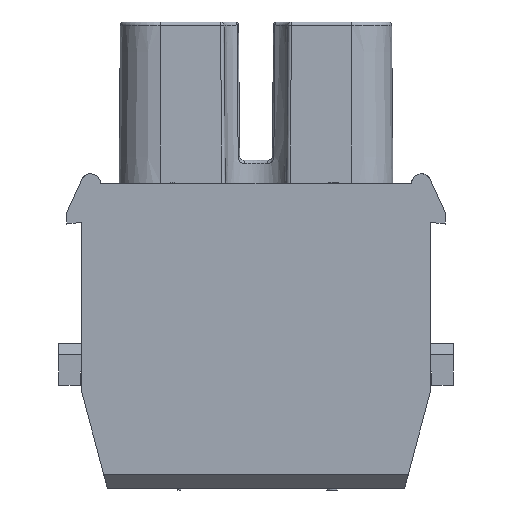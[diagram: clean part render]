
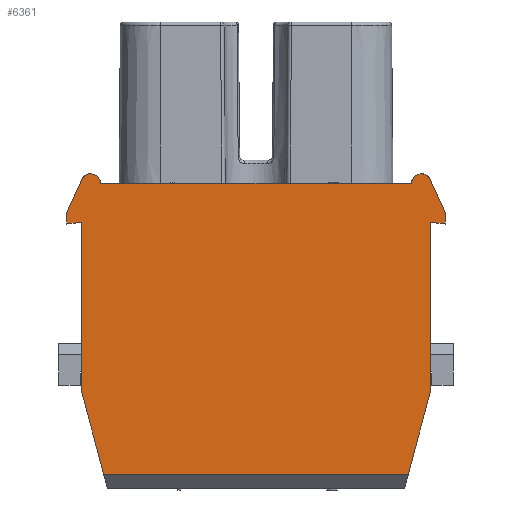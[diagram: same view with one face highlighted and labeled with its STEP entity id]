
A CAD part, front view. The second image highlights one B-rep face of the part: STEP entity #6361.
In plain terms, the highlighted planar face has unit normal (0, -1, 0).
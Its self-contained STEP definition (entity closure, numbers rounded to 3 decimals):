
#177=DIRECTION('',(-1.,0.,0.));
#178=VECTOR('',#177,27.005);
#179=CARTESIAN_POINT('',(13.502,-7.3,16.4));
#180=LINE('',#179,#178);
#629=DIRECTION('',(-0.259,0.,0.966));
#630=VECTOR('',#629,7.454);
#631=CARTESIAN_POINT('',(-13.221,-7.3,-8.9));
#632=LINE('',#631,#630);
#633=DIRECTION('',(0.,0.,1.));
#634=VECTOR('',#633,14.7);
#635=CARTESIAN_POINT('',(-15.15,-7.3,-1.7));
#636=LINE('',#635,#634);
#637=DIRECTION('',(-0.993,0.,-0.115));
#638=VECTOR('',#637,1.309);
#639=CARTESIAN_POINT('',(-15.15,-7.3,13.));
#640=LINE('',#639,#638);
#641=DIRECTION('',(0.,0.,1.));
#642=VECTOR('',#641,1.);
#643=CARTESIAN_POINT('',(-16.45,-7.3,12.85));
#644=LINE('',#643,#642);
#645=DIRECTION('',(0.419,0.,0.908));
#646=VECTOR('',#645,3.163);
#647=CARTESIAN_POINT('',(-16.45,-7.3,13.85));
#648=LINE('',#647,#646);
#649=CARTESIAN_POINT('',(-15.123,-7.3,16.721));
#650=CARTESIAN_POINT('',(-15.088,-7.3,16.798));
#651=CARTESIAN_POINT('',(-14.997,-7.3,16.935));
#652=CARTESIAN_POINT('',(-14.805,-7.3,17.098));
#653=CARTESIAN_POINT('',(-14.576,-7.3,17.197));
#654=CARTESIAN_POINT('',(-14.328,-7.3,17.226));
#655=CARTESIAN_POINT('',(-14.082,-7.3,17.183));
#656=CARTESIAN_POINT('',(-13.859,-7.3,17.072));
#657=CARTESIAN_POINT('',(-13.677,-7.3,16.901));
#658=CARTESIAN_POINT('',(-13.551,-7.3,16.683));
#659=CARTESIAN_POINT('',(-13.512,-7.3,16.524));
#660=CARTESIAN_POINT('',(-13.505,-7.3,16.437));
#662=CARTESIAN_POINT('',(-13.505,-7.3,16.437));
#663=CARTESIAN_POINT('',(-13.504,-7.3,16.426));
#664=CARTESIAN_POINT('',(-13.503,-7.3,16.411));
#665=CARTESIAN_POINT('',(-13.502,-7.3,16.4));
#667=CARTESIAN_POINT('',(13.505,-7.3,16.437));
#668=CARTESIAN_POINT('',(13.512,-7.3,16.524));
#669=CARTESIAN_POINT('',(13.551,-7.3,16.683));
#670=CARTESIAN_POINT('',(13.677,-7.3,16.901));
#671=CARTESIAN_POINT('',(13.859,-7.3,17.072));
#672=CARTESIAN_POINT('',(14.082,-7.3,17.183));
#673=CARTESIAN_POINT('',(14.328,-7.3,17.226));
#674=CARTESIAN_POINT('',(14.576,-7.3,17.197));
#675=CARTESIAN_POINT('',(14.805,-7.3,17.098));
#676=CARTESIAN_POINT('',(14.997,-7.3,16.935));
#677=CARTESIAN_POINT('',(15.088,-7.3,16.798));
#678=CARTESIAN_POINT('',(15.123,-7.3,16.721));
#680=DIRECTION('',(0.419,0.,-0.908));
#681=VECTOR('',#680,3.163);
#682=CARTESIAN_POINT('',(15.123,-7.3,16.721));
#683=LINE('',#682,#681);
#684=DIRECTION('',(-0.993,0.,0.115));
#685=VECTOR('',#684,1.309);
#686=CARTESIAN_POINT('',(16.45,-7.3,12.85));
#687=LINE('',#686,#685);
#688=DIRECTION('',(0.,0.,-1.));
#689=VECTOR('',#688,14.7);
#690=CARTESIAN_POINT('',(15.15,-7.3,13.));
#691=LINE('',#690,#689);
#692=DIRECTION('',(-0.259,0.,-0.966));
#693=VECTOR('',#692,7.454);
#694=CARTESIAN_POINT('',(15.15,-7.3,-1.7));
#695=LINE('',#694,#693);
#696=DIRECTION('',(1.,0.,0.));
#697=VECTOR('',#696,26.443);
#698=CARTESIAN_POINT('',(-13.221,-7.3,-8.9));
#699=LINE('',#698,#697);
#724=DIRECTION('',(-0.063,0.,-0.998));
#725=VECTOR('',#724,0.037);
#726=CARTESIAN_POINT('',(13.505,-7.3,16.437));
#727=LINE('',#726,#725);
#781=DIRECTION('',(0.,0.,1.));
#782=VECTOR('',#781,1.);
#783=CARTESIAN_POINT('',(16.45,-7.3,12.85));
#784=LINE('',#783,#782);
#5004=CARTESIAN_POINT('',(13.502,-7.3,16.4));
#5005=VERTEX_POINT('',#5004);
#5006=CARTESIAN_POINT('',(-13.502,-7.3,16.4));
#5007=VERTEX_POINT('',#5006);
#5285=CARTESIAN_POINT('',(13.221,-7.3,-8.9));
#5286=VERTEX_POINT('',#5285);
#5287=CARTESIAN_POINT('',(15.15,-7.3,-1.7));
#5288=VERTEX_POINT('',#5287);
#5289=CARTESIAN_POINT('',(-13.221,-7.3,-8.9));
#5290=VERTEX_POINT('',#5289);
#5291=CARTESIAN_POINT('',(-15.15,-7.3,-1.7));
#5292=VERTEX_POINT('',#5291);
#5297=CARTESIAN_POINT('',(-15.15,-7.3,13.));
#5298=VERTEX_POINT('',#5297);
#5347=CARTESIAN_POINT('',(15.15,-7.3,13.));
#5348=VERTEX_POINT('',#5347);
#5369=CARTESIAN_POINT('',(-16.45,-7.3,12.85));
#5370=VERTEX_POINT('',#5369);
#5371=CARTESIAN_POINT('',(-16.45,-7.3,13.85));
#5372=VERTEX_POINT('',#5371);
#5373=CARTESIAN_POINT('',(-15.123,-7.3,16.721));
#5374=VERTEX_POINT('',#5373);
#5375=VERTEX_POINT('',#660);
#5376=CARTESIAN_POINT('',(13.505,-7.3,16.437));
#5377=VERTEX_POINT('',#5376);
#5378=VERTEX_POINT('',#678);
#5379=CARTESIAN_POINT('',(16.45,-7.3,13.85));
#5380=VERTEX_POINT('',#5379);
#5381=CARTESIAN_POINT('',(16.45,-7.3,12.85));
#5382=VERTEX_POINT('',#5381);
#6327=CARTESIAN_POINT('',(-15.15,-7.3,0.));
#6328=DIRECTION('',(0.,-1.,0.));
#6329=DIRECTION('',(1.,0.,0.));
#6330=AXIS2_PLACEMENT_3D('',#6327,#6328,#6329);
#6331=PLANE('',#6330);
#6333=ORIENTED_EDGE('',*,*,#6332,.F.);
#6334=ORIENTED_EDGE('',*,*,#6166,.T.);
#6335=ORIENTED_EDGE('',*,*,#6190,.T.);
#6337=ORIENTED_EDGE('',*,*,#6336,.T.);
#6339=ORIENTED_EDGE('',*,*,#6338,.T.);
#6341=ORIENTED_EDGE('',*,*,#6340,.T.);
#6343=ORIENTED_EDGE('',*,*,#6342,.T.);
#6344=ORIENTED_EDGE('',*,*,#6319,.T.);
#6345=ORIENTED_EDGE('',*,*,#5874,.F.);
#6347=ORIENTED_EDGE('',*,*,#6346,.F.);
#6349=ORIENTED_EDGE('',*,*,#6348,.T.);
#6351=ORIENTED_EDGE('',*,*,#6350,.T.);
#6353=ORIENTED_EDGE('',*,*,#6352,.F.);
#6355=ORIENTED_EDGE('',*,*,#6354,.T.);
#6357=ORIENTED_EDGE('',*,*,#6356,.T.);
#6358=ORIENTED_EDGE('',*,*,#6049,.T.);
#6359=EDGE_LOOP('',(#6333,#6334,#6335,#6337,#6339,#6341,#6343,#6344,#6345,#6347,
#6349,#6351,#6353,#6355,#6357,#6358));
#6360=FACE_OUTER_BOUND('',#6359,.F.);
#6361=ADVANCED_FACE('',(#6360),#6331,.T.);
#661=B_SPLINE_CURVE_WITH_KNOTS('',3,(#649,#650,#651,#652,#653,#654,#655,#656,
#657,#658,#659,#660),.UNSPECIFIED.,.F.,.F.,(4,1,1,1,1,1,1,1,1,4),(0.,
0.111,0.222,0.333,0.444,
0.556,0.667,0.778,0.889,1.),
.UNSPECIFIED.);
#666=B_SPLINE_CURVE_WITH_KNOTS('',3,(#662,#663,#664,#665),.UNSPECIFIED.,.F.,.F.,
(4,4),(0.,1.),.UNSPECIFIED.);
#679=B_SPLINE_CURVE_WITH_KNOTS('',3,(#667,#668,#669,#670,#671,#672,#673,#674,
#675,#676,#677,#678),.UNSPECIFIED.,.F.,.F.,(4,1,1,1,1,1,1,1,1,4),(0.,
0.111,0.222,0.333,0.444,
0.556,0.667,0.778,0.889,1.),
.UNSPECIFIED.);
#5874=EDGE_CURVE('',#5005,#5007,#180,.T.);
#6049=EDGE_CURVE('',#5288,#5286,#695,.T.);
#6166=EDGE_CURVE('',#5290,#5292,#632,.T.);
#6190=EDGE_CURVE('',#5292,#5298,#636,.T.);
#6319=EDGE_CURVE('',#5375,#5007,#666,.T.);
#6332=EDGE_CURVE('',#5290,#5286,#699,.T.);
#6336=EDGE_CURVE('',#5298,#5370,#640,.T.);
#6338=EDGE_CURVE('',#5370,#5372,#644,.T.);
#6340=EDGE_CURVE('',#5372,#5374,#648,.T.);
#6342=EDGE_CURVE('',#5374,#5375,#661,.T.);
#6346=EDGE_CURVE('',#5377,#5005,#727,.T.);
#6348=EDGE_CURVE('',#5377,#5378,#679,.T.);
#6350=EDGE_CURVE('',#5378,#5380,#683,.T.);
#6352=EDGE_CURVE('',#5382,#5380,#784,.T.);
#6354=EDGE_CURVE('',#5382,#5348,#687,.T.);
#6356=EDGE_CURVE('',#5348,#5288,#691,.T.);
